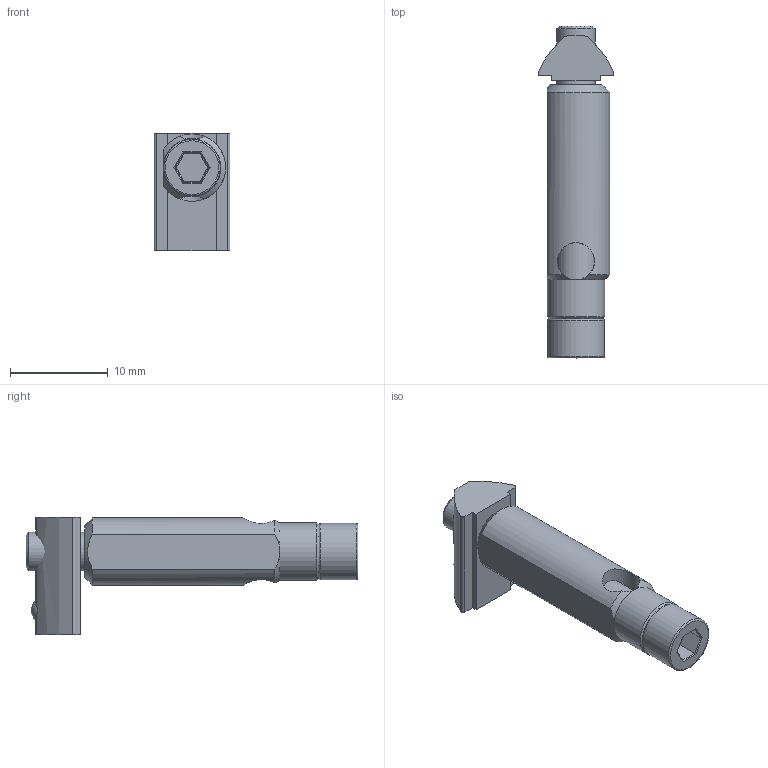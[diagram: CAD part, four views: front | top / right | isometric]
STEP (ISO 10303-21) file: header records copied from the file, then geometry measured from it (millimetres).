
FILE_DESCRIPTION((''),'2;1');
FILE_NAME('AR3612.stp','2024-10-11T15:04:33',('arma01'),(''),'Autodesk Inventor 2013','Autodesk Inventor 2013','');
FILE_SCHEMA(('AUTOMOTIVE_DESIGN { 1 0 10303 214 1 1 1 1 }'));
Length unit declared in the file: millimetre
Products named in the file (4): AR3612; AR3612 I; AR3612 II; AR3376
Assembly tree (3 placements, depth 2):
  AR3612
    AR3612 I
    AR3612 II
    AR3376
Bounding box: 7.77 x 34 x 12 mm (x, y, z)
Volume: 1187.7 mm3; surface area: 1676.3 mm2
Topology: 3 solids, 3 shells, 121 faces, 301 edges, 173 vertices
Faces by surface type: plane 47, cylinder 36, bspline 26, cone 9, torus 2, sphere 1
Full cylindrical faces by diameter (mm): 3.242 x1, 3.8 x2, 3.95 x1, 4.1 x1, 5.8 x1, 5.9 x1
Entity records: 4211 total; most frequent: CARTESIAN_POINT 1524, ORIENTED_EDGE 542, DIRECTION 498, EDGE_CURVE 271, AXIS2_PLACEMENT_3D 182, VERTEX_POINT 168, EDGE_LOOP 141, VECTOR 134
